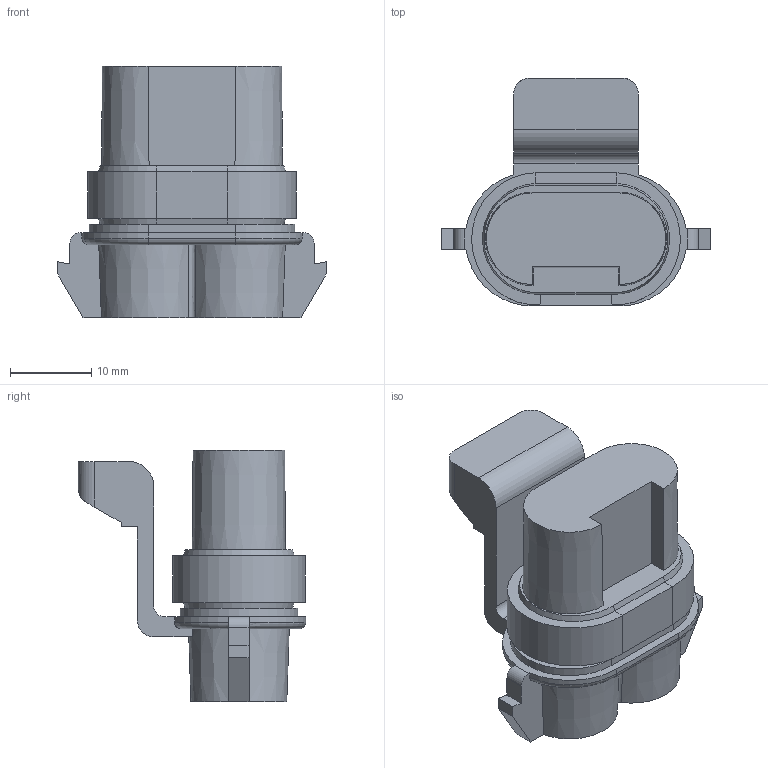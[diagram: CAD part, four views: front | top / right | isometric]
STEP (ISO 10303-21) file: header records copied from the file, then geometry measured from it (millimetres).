
FILE_DESCRIPTION(/* description */ (''),/* implementation_level */ '2;1');
FILE_NAME(/* name */ '15363990-ENV10_02-CONN.stp',/* time_stamp */ '2021-12-11T15:01:13+08:00',/* author */ (''),/* organization */ (''),/* preprocessor_version */ 'ST-DEVELOPER v16',/* originating_system */ 'SIEMENS PLM Software NX 11.0',/* authorisation */ '');
FILE_SCHEMA (('AUTOMOTIVE_DESIGN { 1 0 10303 214 3 1 1 1 }'));
Length unit declared in the file: millimetre
Products named in the file (1): 15363990-ENV10_02-CONN
Bounding box: 33.1 x 28.05 x 31 mm (x, y, z)
Volume: 9554.4 mm3; surface area: 4129.3 mm2
Topology: 1 solids, 1 shells, 84 faces, 219 edges, 140 vertices
Faces by surface type: plane 47, cylinder 17, revolution 8, cone 6, torus 4, bspline 2
Entity records: 2787 total; most frequent: CARTESIAN_POINT 684, ORIENTED_EDGE 438, DIRECTION 423, EDGE_CURVE 219, LINE 145, VECTOR 145, VERTEX_POINT 140, AXIS2_PLACEMENT_3D 135
